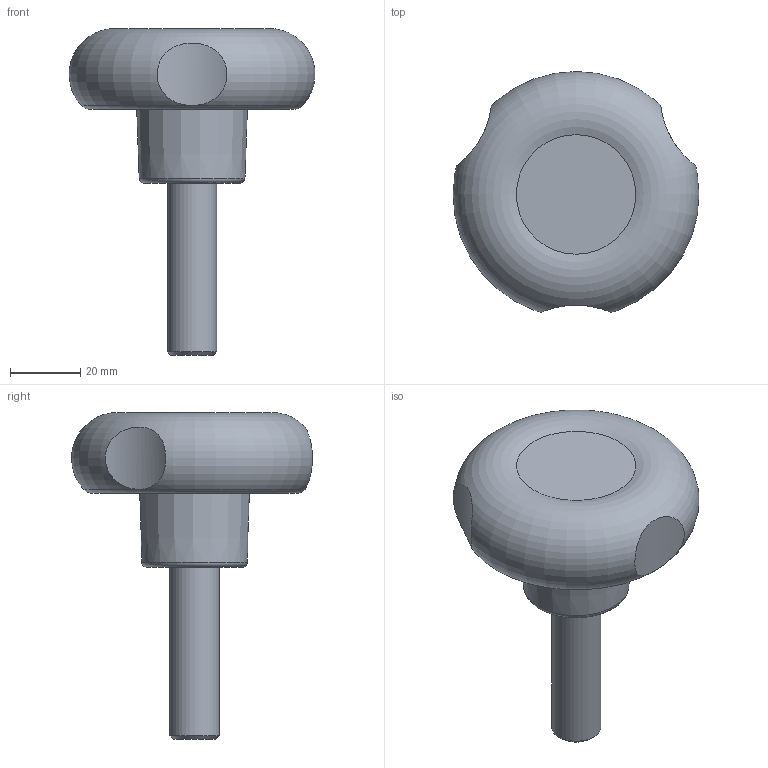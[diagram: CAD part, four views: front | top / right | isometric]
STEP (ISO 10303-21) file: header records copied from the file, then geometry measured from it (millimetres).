
FILE_DESCRIPTION( ( 'Unknown' ), '1' );
FILE_NAME( '6391485_VTP70_M14x50.stp', 'Unknown', ( 'Unknown' ), ( 'Unknown' ), 'PSStep 11.0', 'Unknown', ' ' );
FILE_SCHEMA( ( 'AUTOMOTIVE_DESIGN { 1 0 10303 214 1 1 1 1 }' ) );
Length unit declared in the file: millimetre
Products named in the file (1): 6391485
Bounding box: 69.96 x 68.56 x 92.99 mm (x, y, z)
Volume: 84921 mm3; surface area: 19488.3 mm2
Topology: 1 solids, 2 shells, 55 faces, 142 edges, 89 vertices
Faces by surface type: plane 25, cylinder 23, torus 5, cone 2
Full cylindrical faces by diameter (mm): 14 x2, 24.49 x1, 50 x1
Entity records: 2598 total; most frequent: CARTESIAN_POINT 875, DIRECTION 254, ORIENTED_EDGE 254, EDGE_CURVE 127, AXIS2_PLACEMENT_3D 98, VERTEX_POINT 85, EDGE_LOOP 74, FACE_OUTER_BOUND 64
